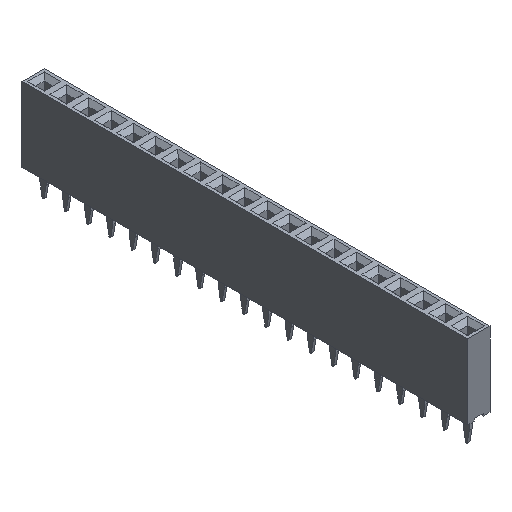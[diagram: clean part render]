
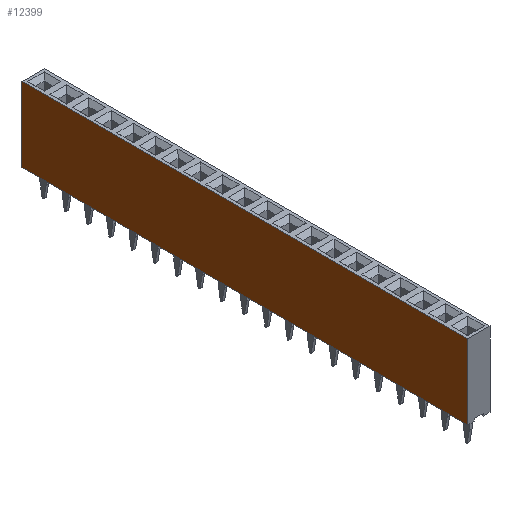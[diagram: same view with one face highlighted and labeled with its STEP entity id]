
A CAD part, isometric view. The second image highlights one B-rep face of the part: STEP entity #12399.
In plain terms, the highlighted planar face has unit normal (-1, 0, 0).
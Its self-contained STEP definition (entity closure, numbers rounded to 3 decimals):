
#9816 = VERTEX_POINT('',#9817);
#9817 = CARTESIAN_POINT('',(-1.27,1.27,8.5));
#9826 = PLANE('',#9827);
#9827 = AXIS2_PLACEMENT_3D('',#9828,#9829,#9830);
#9828 = CARTESIAN_POINT('',(0.,-24.13,8.5));
#9829 = DIRECTION('',(0.,0.,1.));
#9830 = DIRECTION('',(1.,0.,0.));
#9838 = PLANE('',#9839);
#9839 = AXIS2_PLACEMENT_3D('',#9840,#9841,#9842);
#9840 = CARTESIAN_POINT('',(-1.27,1.27,0.));
#9841 = DIRECTION('',(0.,1.,0.));
#9842 = DIRECTION('',(1.,0.,0.));
#9850 = EDGE_CURVE('',#9851,#9816,#9853,.T.);
#9851 = VERTEX_POINT('',#9852);
#9852 = CARTESIAN_POINT('',(-1.27,-49.53,8.5));
#9853 = SURFACE_CURVE('',#9854,(#9858,#9865),.PCURVE_S1.);
#9854 = LINE('',#9855,#9856);
#9855 = CARTESIAN_POINT('',(-1.27,-49.53,8.5));
#9856 = VECTOR('',#9857,1.);
#9857 = DIRECTION('',(0.,1.,0.));
#9858 = PCURVE('',#9826,#9859);
#9859 = DEFINITIONAL_REPRESENTATION('',(#9860),#9864);
#9860 = LINE('',#9861,#9862);
#9861 = CARTESIAN_POINT('',(-1.27,-25.4));
#9862 = VECTOR('',#9863,1.);
#9863 = DIRECTION('',(0.,1.));
#9864 = ( GEOMETRIC_REPRESENTATION_CONTEXT(2) 
PARAMETRIC_REPRESENTATION_CONTEXT() REPRESENTATION_CONTEXT('2D SPACE',''
  ) );
#9865 = PCURVE('',#9866,#9871);
#9866 = PLANE('',#9867);
#9867 = AXIS2_PLACEMENT_3D('',#9868,#9869,#9870);
#9868 = CARTESIAN_POINT('',(-1.27,-49.53,0.));
#9869 = DIRECTION('',(-1.,0.,0.));
#9870 = DIRECTION('',(0.,1.,0.));
#9871 = DEFINITIONAL_REPRESENTATION('',(#9872),#9876);
#9872 = LINE('',#9873,#9874);
#9873 = CARTESIAN_POINT('',(0.,-8.5));
#9874 = VECTOR('',#9875,1.);
#9875 = DIRECTION('',(1.,0.));
#9876 = ( GEOMETRIC_REPRESENTATION_CONTEXT(2) 
PARAMETRIC_REPRESENTATION_CONTEXT() REPRESENTATION_CONTEXT('2D SPACE',''
  ) );
#9894 = PLANE('',#9895);
#9895 = AXIS2_PLACEMENT_3D('',#9896,#9897,#9898);
#9896 = CARTESIAN_POINT('',(1.27,-49.53,0.));
#9897 = DIRECTION('',(0.,-1.,0.));
#9898 = DIRECTION('',(-1.,0.,0.));
#12216 = VERTEX_POINT('',#12217);
#12217 = CARTESIAN_POINT('',(-1.27,1.27,0.));
#12233 = PLANE('',#12234);
#12234 = AXIS2_PLACEMENT_3D('',#12235,#12236,#12237);
#12235 = CARTESIAN_POINT('',(0.,-24.13,0.));
#12236 = DIRECTION('',(0.,0.,1.));
#12237 = DIRECTION('',(1.,0.,0.));
#12245 = EDGE_CURVE('',#12216,#9816,#12246,.T.);
#12246 = SURFACE_CURVE('',#12247,(#12251,#12258),.PCURVE_S1.);
#12247 = LINE('',#12248,#12249);
#12248 = CARTESIAN_POINT('',(-1.27,1.27,0.));
#12249 = VECTOR('',#12250,1.);
#12250 = DIRECTION('',(0.,0.,1.));
#12251 = PCURVE('',#9838,#12252);
#12252 = DEFINITIONAL_REPRESENTATION('',(#12253),#12257);
#12253 = LINE('',#12254,#12255);
#12254 = CARTESIAN_POINT('',(0.,0.));
#12255 = VECTOR('',#12256,1.);
#12256 = DIRECTION('',(0.,-1.));
#12257 = ( GEOMETRIC_REPRESENTATION_CONTEXT(2) 
PARAMETRIC_REPRESENTATION_CONTEXT() REPRESENTATION_CONTEXT('2D SPACE',''
  ) );
#12258 = PCURVE('',#9866,#12259);
#12259 = DEFINITIONAL_REPRESENTATION('',(#12260),#12264);
#12260 = LINE('',#12261,#12262);
#12261 = CARTESIAN_POINT('',(50.8,0.));
#12262 = VECTOR('',#12263,1.);
#12263 = DIRECTION('',(0.,-1.));
#12264 = ( GEOMETRIC_REPRESENTATION_CONTEXT(2) 
PARAMETRIC_REPRESENTATION_CONTEXT() REPRESENTATION_CONTEXT('2D SPACE',''
  ) );
#12399 = ADVANCED_FACE('',(#12400),#9866,.T.);
#12400 = FACE_BOUND('',#12401,.T.);
#12401 = EDGE_LOOP('',(#12402,#12425,#12426,#12427));
#12402 = ORIENTED_EDGE('',*,*,#12403,.T.);
#12403 = EDGE_CURVE('',#12404,#9851,#12406,.T.);
#12404 = VERTEX_POINT('',#12405);
#12405 = CARTESIAN_POINT('',(-1.27,-49.53,0.));
#12406 = SURFACE_CURVE('',#12407,(#12411,#12418),.PCURVE_S1.);
#12407 = LINE('',#12408,#12409);
#12408 = CARTESIAN_POINT('',(-1.27,-49.53,0.));
#12409 = VECTOR('',#12410,1.);
#12410 = DIRECTION('',(0.,0.,1.));
#12411 = PCURVE('',#9866,#12412);
#12412 = DEFINITIONAL_REPRESENTATION('',(#12413),#12417);
#12413 = LINE('',#12414,#12415);
#12414 = CARTESIAN_POINT('',(0.,0.));
#12415 = VECTOR('',#12416,1.);
#12416 = DIRECTION('',(0.,-1.));
#12417 = ( GEOMETRIC_REPRESENTATION_CONTEXT(2) 
PARAMETRIC_REPRESENTATION_CONTEXT() REPRESENTATION_CONTEXT('2D SPACE',''
  ) );
#12418 = PCURVE('',#9894,#12419);
#12419 = DEFINITIONAL_REPRESENTATION('',(#12420),#12424);
#12420 = LINE('',#12421,#12422);
#12421 = CARTESIAN_POINT('',(2.54,0.));
#12422 = VECTOR('',#12423,1.);
#12423 = DIRECTION('',(0.,-1.));
#12424 = ( GEOMETRIC_REPRESENTATION_CONTEXT(2) 
PARAMETRIC_REPRESENTATION_CONTEXT() REPRESENTATION_CONTEXT('2D SPACE',''
  ) );
#12425 = ORIENTED_EDGE('',*,*,#9850,.T.);
#12426 = ORIENTED_EDGE('',*,*,#12245,.F.);
#12427 = ORIENTED_EDGE('',*,*,#12428,.F.);
#12428 = EDGE_CURVE('',#12404,#12216,#12429,.T.);
#12429 = SURFACE_CURVE('',#12430,(#12434,#12441),.PCURVE_S1.);
#12430 = LINE('',#12431,#12432);
#12431 = CARTESIAN_POINT('',(-1.27,-49.53,0.));
#12432 = VECTOR('',#12433,1.);
#12433 = DIRECTION('',(0.,1.,0.));
#12434 = PCURVE('',#9866,#12435);
#12435 = DEFINITIONAL_REPRESENTATION('',(#12436),#12440);
#12436 = LINE('',#12437,#12438);
#12437 = CARTESIAN_POINT('',(0.,0.));
#12438 = VECTOR('',#12439,1.);
#12439 = DIRECTION('',(1.,0.));
#12440 = ( GEOMETRIC_REPRESENTATION_CONTEXT(2) 
PARAMETRIC_REPRESENTATION_CONTEXT() REPRESENTATION_CONTEXT('2D SPACE',''
  ) );
#12441 = PCURVE('',#12233,#12442);
#12442 = DEFINITIONAL_REPRESENTATION('',(#12443),#12447);
#12443 = LINE('',#12444,#12445);
#12444 = CARTESIAN_POINT('',(-1.27,-25.4));
#12445 = VECTOR('',#12446,1.);
#12446 = DIRECTION('',(0.,1.));
#12447 = ( GEOMETRIC_REPRESENTATION_CONTEXT(2) 
PARAMETRIC_REPRESENTATION_CONTEXT() REPRESENTATION_CONTEXT('2D SPACE',''
  ) );
